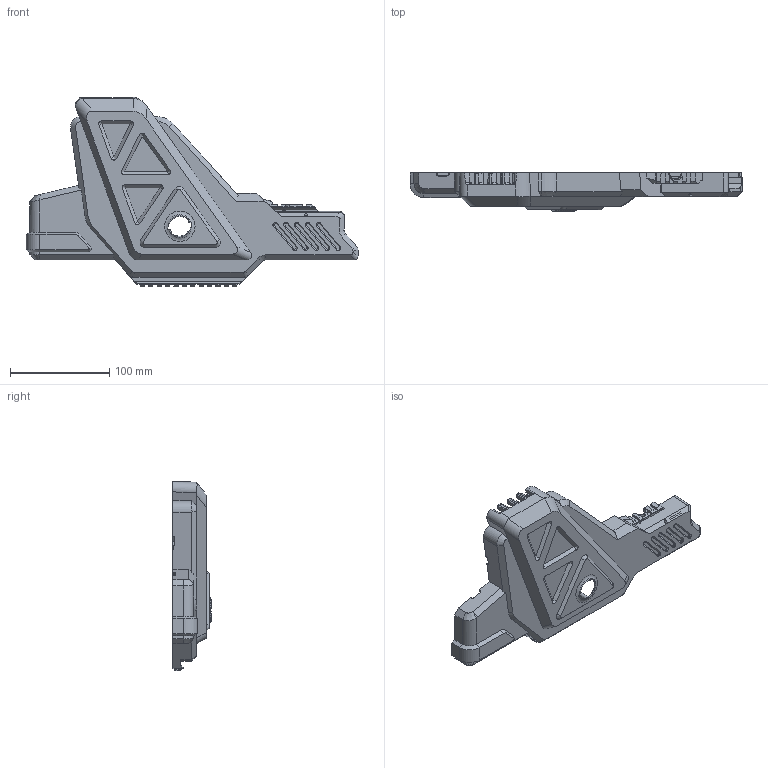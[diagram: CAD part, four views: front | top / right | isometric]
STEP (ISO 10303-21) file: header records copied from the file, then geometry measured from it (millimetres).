
FILE_DESCRIPTION(/* description */ (''),/* implementation_level */ '2;1');
FILE_NAME(/* name */ 'body R.step',/* time_stamp */ '2023-08-14T15:36:13+02:00',/* author */ (''),/* organization */ (''),/* preprocessor_version */ 'ST-DEVELOPER v20',/* originating_system */ 'Autodesk Translation Framework v12.9.0.99',/* authorisation */ '');
FILE_SCHEMA (('AUTOMOTIVE_DESIGN { 1 0 10303 214 3 1 1 }'));
Length unit declared in the file: millimetre
Products named in the file (1): MAIN SHELL R Back (1) (1)
Bounding box: 334.06 x 38.83 x 190.84 mm (x, y, z)
Volume: 120902.9 mm3; surface area: 135820.2 mm2
Topology: 1 solids, 1 shells, 1070 faces, 2973 edges, 1928 vertices
Faces by surface type: plane 802, cylinder 140, cone 81, bspline 28, torus 16, sphere 3
Full cylindrical faces by diameter (mm): 2 x4, 2.6 x11
Entity records: 36780 total; most frequent: CARTESIAN_POINT 9544, ORIENTED_EDGE 5926, DIRECTION 5268, EDGE_CURVE 2963, LINE 2346, VECTOR 2346, VERTEX_POINT 1928, AXIS2_PLACEMENT_3D 1461
